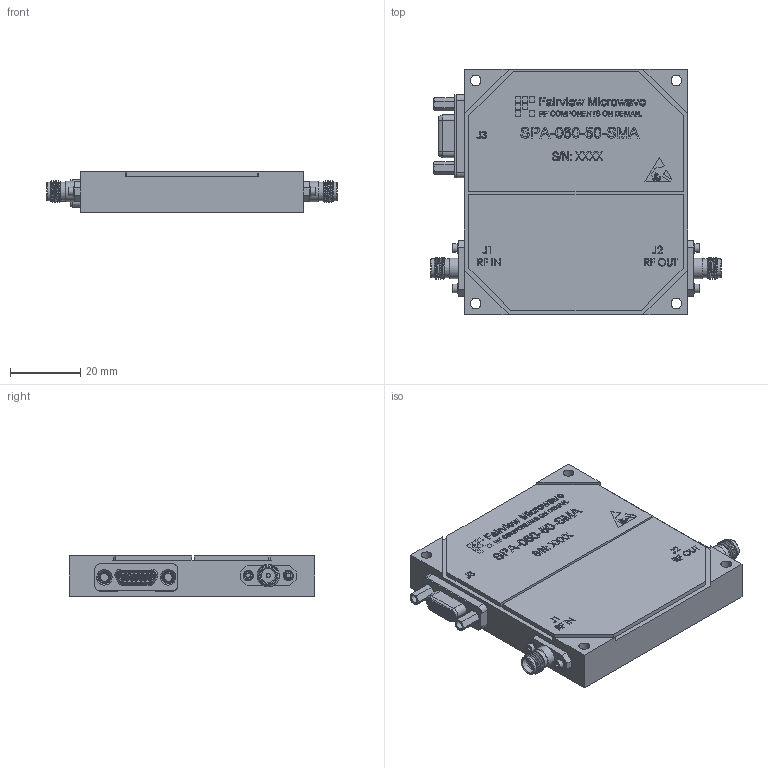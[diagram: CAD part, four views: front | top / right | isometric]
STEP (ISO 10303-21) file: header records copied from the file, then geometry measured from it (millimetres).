
FILE_DESCRIPTION (( 'STEP AP203' ), '1' );
FILE_NAME ('PE15A5025.step', '2019-11-06T21:27:15', ( '' ), ( '' ), 'SwSTEP 2.0', 'SolidWorks 2018', '' );
FILE_SCHEMA (( 'CONFIG_CONTROL_DESIGN' ));
Products named in the file (1): PE15A5025
Bounding box: 82.65 x 69.85 x 11.43 mm (x, y, z)
Volume: 51238.2 mm3; surface area: 14381.1 mm2
Topology: 3 solids, 9 shells, 1480 faces, 3823 edges, 2528 vertices
Faces by surface type: plane 883, bspline 388, cylinder 114, cone 76, torus 19
Full cylindrical faces by diameter (mm): 0.921 x15, 1.016 x2, 1.27 x6, 1.524 x12, 1.854 x4, 2.3 x2, 2.438 x4, 2.946 x4, 3.048 x4, 4.521 x2, 5.08 x2, 5.334 x4, 5.842 x2
Entity records: 69638 total; most frequent: CARTESIAN_POINT 37286, ORIENTED_EDGE 7342, DIRECTION 4977, EDGE_CURVE 3671, VERTEX_POINT 2492, LINE 2413, VECTOR 2413, EDGE_LOOP 1759
